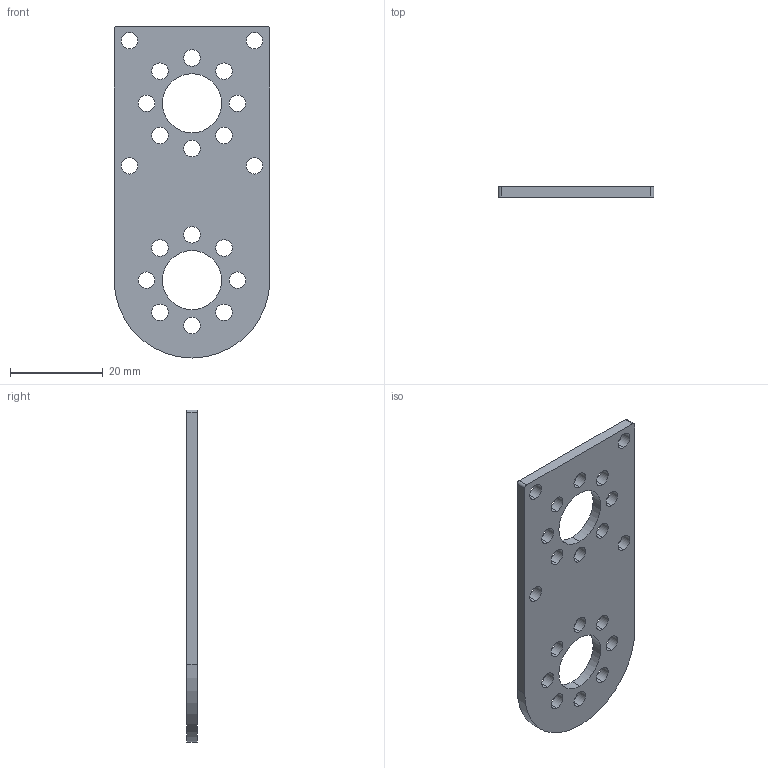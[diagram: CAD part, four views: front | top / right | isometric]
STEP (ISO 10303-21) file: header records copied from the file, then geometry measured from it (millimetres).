
FILE_DESCRIPTION (( 'STEP AP203' ), '1' );
FILE_NAME ('585584.STEP', '2014-07-15T15:39:06', ( 'Kyle' ), ( 'Microsoft' ), 'SwSTEP 2.0', 'SolidWorks 2014', '' );
FILE_SCHEMA (( 'CONFIG_CONTROL_DESIGN' ));
Length unit declared in the file: inch
Products named in the file (1): 585584
Bounding box: 33.53 x 2.29 x 71.51 mm (x, y, z)
Volume: 4169.2 mm3; surface area: 4787.2 mm2
Topology: 1 solids, 1 shells, 53 faces, 153 edges, 102 vertices
Faces by surface type: cylinder 48, plane 5
Entity records: 1970 total; most frequent: DIRECTION 357, CARTESIAN_POINT 309, ORIENTED_EDGE 306, EDGE_CURVE 153, AXIS2_PLACEMENT_3D 150, VERTEX_POINT 102, EDGE_LOOP 97, CIRCLE 96
